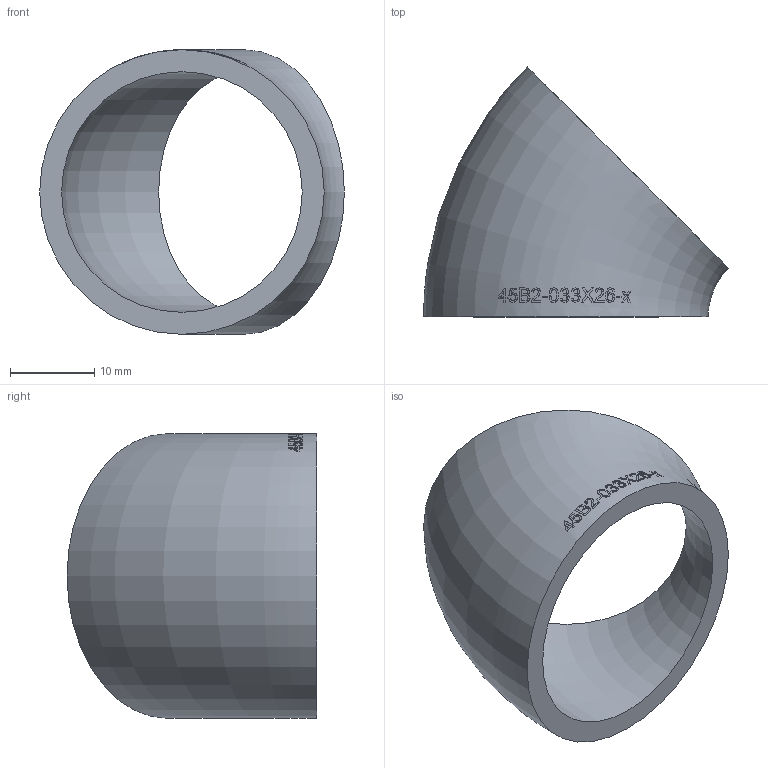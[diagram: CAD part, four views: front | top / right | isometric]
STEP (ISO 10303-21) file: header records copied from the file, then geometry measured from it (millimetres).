
FILE_DESCRIPTION (( 'STEP AP214' ), '1' );
FILE_NAME ('45B2-033X26-x Bogen 2005.STEP', '2020-05-05T09:09:59', ( '' ), ( '' ), 'SwSTEP 2.0', 'SolidWorks 2019', '' );
FILE_SCHEMA (( 'AUTOMOTIVE_DESIGN' ));
Length unit declared in the file: millimetre
Products named in the file (1): 45B2-033X26-x Bogen 2005
Bounding box: 36.09 x 29.59 x 33.7 mm (x, y, z)
Volume: 4987.5 mm3; surface area: 4348.1 mm2
Topology: 1 solids, 1 shells, 198 faces, 538 edges, 359 vertices
Faces by surface type: bspline 174, torus 22, plane 2
Entity records: 17880 total; most frequent: CARTESIAN_POINT 12420, ORIENTED_EDGE 1052, EDGE_CURVE 526, B_SPLINE_CURVE_WITH_KNOTS 522, VERTEX_POINT 352, EDGE_LOOP 218, FACE_OUTER_BOUND 198, ADVANCED_FACE 196
